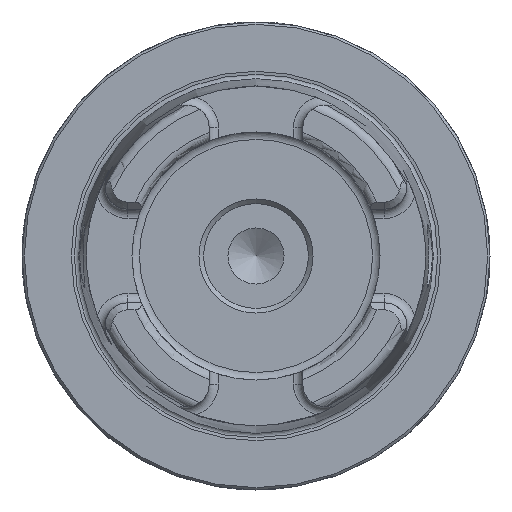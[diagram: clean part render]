
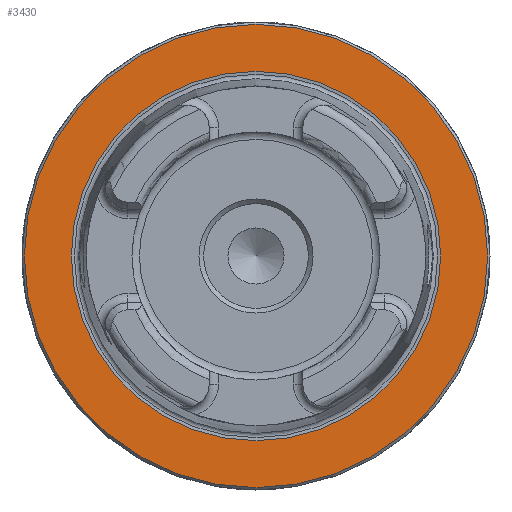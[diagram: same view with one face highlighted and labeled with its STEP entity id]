
A CAD part, left-side view. The second image highlights one B-rep face of the part: STEP entity #3430.
In plain terms, the highlighted planar face has unit normal (-1, 0, 0).
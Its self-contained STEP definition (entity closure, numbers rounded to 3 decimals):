
#309=CIRCLE('',#3666,39.461);
#311=CIRCLE('',#3669,49.5);
#736=ORIENTED_EDGE('',*,*,#1293,.T.);
#737=ORIENTED_EDGE('',*,*,#1291,.F.);
#1291=EDGE_CURVE('',#1576,#1576,#309,.T.);
#1293=EDGE_CURVE('',#1578,#1578,#311,.T.);
#1576=VERTEX_POINT('',#5350);
#1578=VERTEX_POINT('',#5355);
#1956=EDGE_LOOP('',(#736));
#1957=EDGE_LOOP('',(#737));
#2152=FACE_BOUND('',#1956,.T.);
#2153=FACE_BOUND('',#1957,.T.);
#2281=PLANE('',#3668);
#3430=ADVANCED_FACE('',(#2152,#2153),#2281,.T.);
#3666=AXIS2_PLACEMENT_3D('',#5349,#4198,#4199);
#3668=AXIS2_PLACEMENT_3D('',#5353,#4202,#4203);
#3669=AXIS2_PLACEMENT_3D('',#5354,#4204,#4205);
#4198=DIRECTION('',(-1.,0.,0.));
#4199=DIRECTION('',(0.,0.,1.));
#4202=DIRECTION('',(-1.,0.,0.));
#4203=DIRECTION('',(0.,0.,1.));
#4204=DIRECTION('',(-1.,0.,0.));
#4205=DIRECTION('',(0.,0.,1.));
#5349=CARTESIAN_POINT('',(0.,0.,0.));
#5350=CARTESIAN_POINT('',(0.,0.,39.461));
#5353=CARTESIAN_POINT('',(0.,0.,49.5));
#5354=CARTESIAN_POINT('',(0.,0.,0.));
#5355=CARTESIAN_POINT('',(0.,0.,49.5));
